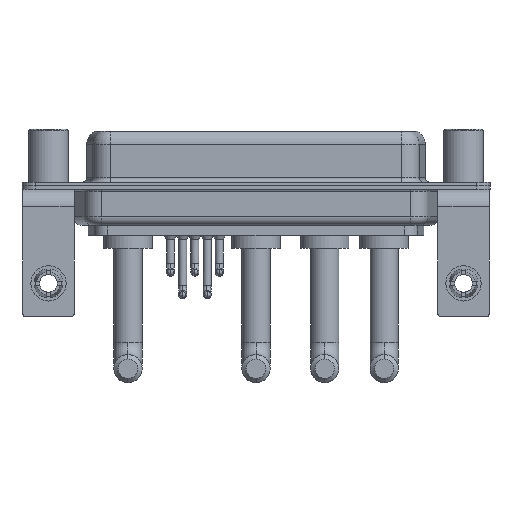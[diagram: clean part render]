
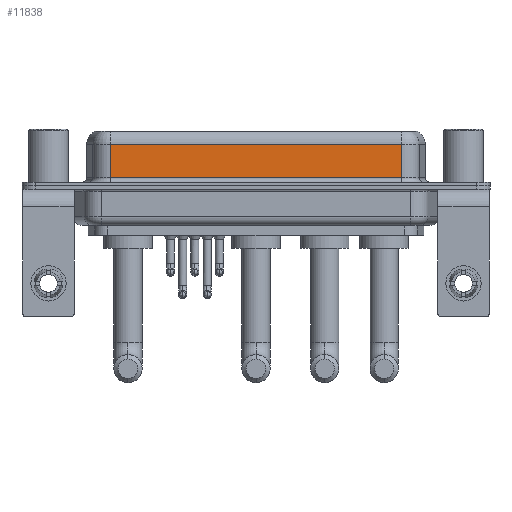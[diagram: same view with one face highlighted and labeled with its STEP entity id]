
A CAD part, front view. The second image highlights one B-rep face of the part: STEP entity #11838.
In plain terms, the highlighted planar face has unit normal (0, -1, 0).
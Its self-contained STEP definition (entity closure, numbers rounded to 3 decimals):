
#151 = VECTOR ( 'NONE', #11356, 1000. ) ;
#807 = AXIS2_PLACEMENT_3D ( 'NONE', #18336, #3661, #10333 ) ;
#812 = VECTOR ( 'NONE', #4718, 1000. ) ;
#2525 = LINE ( 'NONE', #10641, #20562 ) ;
#3661 = DIRECTION ( 'NONE',  ( 0., 1., 0. ) ) ;
#4270 = EDGE_CURVE ( 'NONE', #5943, #9949, #2525, .T. ) ;
#4487 = CARTESIAN_POINT ( 'NONE',  ( 40.037, -3.95, 6.4 ) ) ;
#4718 = DIRECTION ( 'NONE',  ( -1., 0., 0. ) ) ;
#5024 = CARTESIAN_POINT ( 'NONE',  ( 40.037, -3.95, 4.65 ) ) ;
#5038 = FACE_OUTER_BOUND ( 'NONE', #17937, .T. ) ;
#5342 = PLANE ( 'NONE',  #807 ) ;
#5943 = VERTEX_POINT ( 'NONE', #7790 ) ;
#6106 = EDGE_CURVE ( 'NONE', #17371, #5943, #19171, .T. ) ;
#6165 = ORIENTED_EDGE ( 'NONE', *, *, #6106, .T. ) ;
#6510 = CARTESIAN_POINT ( 'NONE',  ( 40.037, -3.95, 4.65 ) ) ;
#6518 = ORIENTED_EDGE ( 'NONE', *, *, #7872, .T. ) ;
#6692 = LINE ( 'NONE', #17673, #151 ) ;
#7434 = LINE ( 'NONE', #4487, #13810 ) ;
#7663 = DIRECTION ( 'NONE',  ( 0., 0., -1. ) ) ;
#7790 = CARTESIAN_POINT ( 'NONE',  ( 7.013, -3.95, 4.65 ) ) ;
#7872 = EDGE_CURVE ( 'NONE', #9949, #15525, #6692, .T. ) ;
#9949 = VERTEX_POINT ( 'NONE', #13628 ) ;
#10333 = DIRECTION ( 'NONE',  ( 0., 0., 1. ) ) ;
#10641 = CARTESIAN_POINT ( 'NONE',  ( 7.013, -3.95, 6.4 ) ) ;
#11356 = DIRECTION ( 'NONE',  ( 1., 0., 0. ) ) ;
#11838 = ADVANCED_FACE ( 'NONE', ( #5038 ), #5342, .F. ) ;
#12021 = ORIENTED_EDGE ( 'NONE', *, *, #4270, .T. ) ;
#13628 = CARTESIAN_POINT ( 'NONE',  ( 7.013, -3.95, 0.9 ) ) ;
#13810 = VECTOR ( 'NONE', #7663, 1000. ) ;
#14415 = EDGE_CURVE ( 'NONE', #17371, #15525, #7434, .T. ) ;
#15469 = CARTESIAN_POINT ( 'NONE',  ( 40.037, -3.95, 0.9 ) ) ;
#15525 = VERTEX_POINT ( 'NONE', #15469 ) ;
#17047 = DIRECTION ( 'NONE',  ( 0., 0., -1. ) ) ;
#17371 = VERTEX_POINT ( 'NONE', #6510 ) ;
#17673 = CARTESIAN_POINT ( 'NONE',  ( 40.037, -3.95, 0.9 ) ) ;
#17937 = EDGE_LOOP ( 'NONE', ( #19747, #6165, #12021, #6518 ) ) ;
#18336 = CARTESIAN_POINT ( 'NONE',  ( 40.037, -3.95, 6.4 ) ) ;
#19171 = LINE ( 'NONE', #5024, #812 ) ;
#19747 = ORIENTED_EDGE ( 'NONE', *, *, #14415, .F. ) ;
#20562 = VECTOR ( 'NONE', #17047, 1000. ) ;
